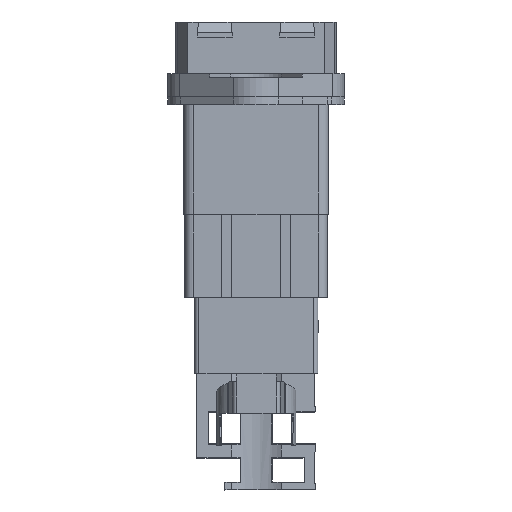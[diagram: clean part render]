
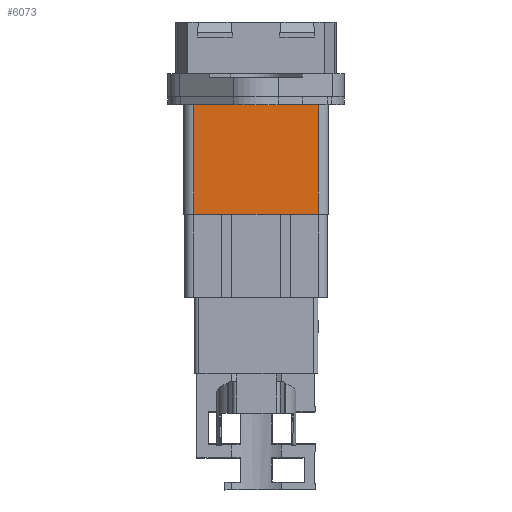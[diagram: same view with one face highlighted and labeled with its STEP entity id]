
A CAD part, left-side view. The second image highlights one B-rep face of the part: STEP entity #6073.
In plain terms, the highlighted planar face has unit normal (-1, 0, 0).
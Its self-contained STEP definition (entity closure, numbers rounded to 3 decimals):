
#6053=AXIS2_PLACEMENT_3D('Plane Axis2P3D',#6050,#6051,#6052) ;
#269=CARTESIAN_POINT('Vertex',(10.1,18.95,49.56)) ;
#272=CARTESIAN_POINT('Line Origine',(10.1,11.1,49.56)) ;
#276=CARTESIAN_POINT('Vertex',(10.1,3.25,49.56)) ;
#6024=CARTESIAN_POINT('Line Origine',(10.1,3.25,40.87)) ;
#6028=CARTESIAN_POINT('Vertex',(10.1,3.25,34.76)) ;
#6050=CARTESIAN_POINT('Axis2P3D Location',(10.1,18.95,49.56)) ;
#6055=CARTESIAN_POINT('Line Origine',(10.1,18.95,42.16)) ;
#6059=CARTESIAN_POINT('Vertex',(10.1,18.95,34.76)) ;
#6062=CARTESIAN_POINT('Line Origine',(10.1,11.1,34.76)) ;
#273=DIRECTION('Vector Direction',(0.,-1.,0.)) ;
#6025=DIRECTION('Vector Direction',(0.,0.,-1.)) ;
#6051=DIRECTION('Axis2P3D Direction',(1.,0.,0.)) ;
#6052=DIRECTION('Axis2P3D XDirection',(0.,-1.,0.)) ;
#6056=DIRECTION('Vector Direction',(0.,0.,1.)) ;
#6063=DIRECTION('Vector Direction',(0.,-1.,0.)) ;
#274=VECTOR('Line Direction',#273,1.) ;
#6026=VECTOR('Line Direction',#6025,1.) ;
#6057=VECTOR('Line Direction',#6056,1.) ;
#6064=VECTOR('Line Direction',#6063,1.) ;
#6068=ORIENTED_EDGE('',*,*,#6061,.F.) ;
#6069=ORIENTED_EDGE('',*,*,#6066,.F.) ;
#6070=ORIENTED_EDGE('',*,*,#6030,.T.) ;
#6071=ORIENTED_EDGE('',*,*,#278,.F.) ;
#6073=ADVANCED_FACE('Hauptk\X2\00F6\X0\rper',(#6072),#6054,.F.) ;
#278=EDGE_CURVE('',#270,#277,#275,.T.) ;
#6030=EDGE_CURVE('',#6029,#277,#6027,.F.) ;
#6061=EDGE_CURVE('',#6060,#270,#6058,.T.) ;
#6066=EDGE_CURVE('',#6029,#6060,#6065,.F.) ;
#6067=EDGE_LOOP('',(#6068,#6069,#6070,#6071)) ;
#6072=FACE_OUTER_BOUND('',#6067,.T.) ;
#275=LINE('Line',#272,#274) ;
#6027=LINE('Line',#6024,#6026) ;
#6058=LINE('Line',#6055,#6057) ;
#6065=LINE('Line',#6062,#6064) ;
#6054=PLANE('',#6053) ;
#270=VERTEX_POINT('',#269) ;
#277=VERTEX_POINT('',#276) ;
#6029=VERTEX_POINT('',#6028) ;
#6060=VERTEX_POINT('',#6059) ;
